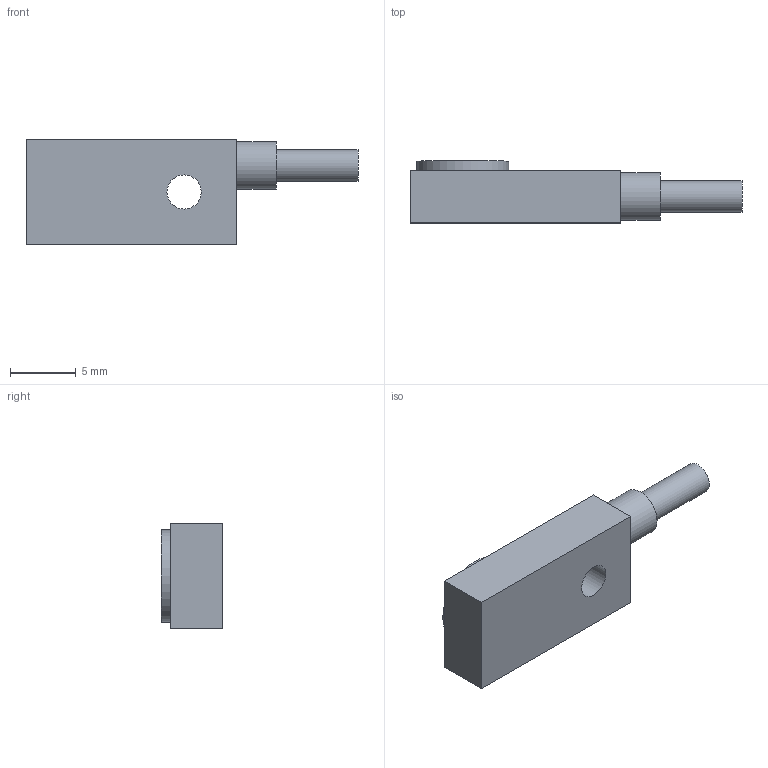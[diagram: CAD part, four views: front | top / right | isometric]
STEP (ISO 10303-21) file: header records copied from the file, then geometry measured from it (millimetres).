
FILE_DESCRIPTION (( 'STEP AP203' ), '1' );
FILE_NAME ('P8-CN-1A.step', '2020-12-11T21:24:29', ( 'ADC123' ), ( 'Microsoft' ), 'SwSTEP 2.0', 'SolidWorks 2019', '' );
FILE_SCHEMA (( 'CONFIG_CONTROL_DESIGN' ));
Length unit declared in the file: inch
Products named in the file (1): P8-CN-1A
Bounding box: 25.2 x 4.7 x 8 mm (x, y, z)
Volume: 561.3 mm3; surface area: 566.5 mm2
Topology: 1 solids, 1 shells, 70 faces, 173 edges, 115 vertices
Faces by surface type: plane 48, cylinder 21, cone 1
Full cylindrical faces by diameter (mm): 1.42 x1, 2.4 x1, 2.6 x1, 3.6 x1, 7 x1
Entity records: 2125 total; most frequent: CARTESIAN_POINT 353, DIRECTION 352, ORIENTED_EDGE 334, EDGE_CURVE 167, VECTOR 124, LINE 124, VERTEX_POINT 115, AXIS2_PLACEMENT_3D 114
